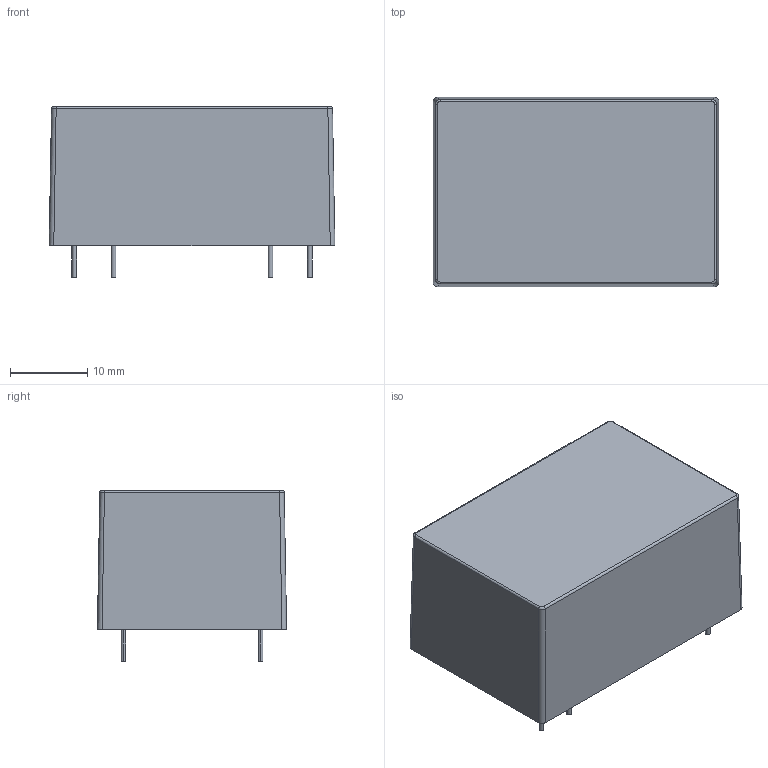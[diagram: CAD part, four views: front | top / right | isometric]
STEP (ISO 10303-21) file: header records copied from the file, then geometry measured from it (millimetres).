
FILE_DESCRIPTION(('FreeCAD Model'),'2;1');
FILE_NAME( 'CUI_PSK-S5B-5.step', '2019-10-08T18:04:39',('kicad StepUp'),('ksu MCAD'), 'Open CASCADE STEP processor 7.3','FreeCAD','Unknown');
FILE_SCHEMA(('AUTOMOTIVE_DESIGN { 1 0 10303 214 1 1 1 1 }'));
Length unit declared in the file: millimetre
Products named in the file (1): CUI_PSK-S5B-5
Bounding box: 37 x 24.5 x 22.1 mm (x, y, z)
Volume: 3061.6 mm3; surface area: 7799.3 mm2
Topology: 7 solids, 7 shells, 253 faces, 2038 edges, 5872 vertices
Faces by surface type: plane 183, cylinder 54, cone 8, torus 4, sphere 4
Entity records: 23576 total; most frequent: CARTESIAN_POINT 8718, DIRECTION 2686, LINE 1578, VECTOR 1578, GEOMETRIC_CURVE_SET 1357, ORIENTED_EDGE 1356, TRIMMED_CURVE 1356, EDGE_CURVE 678
